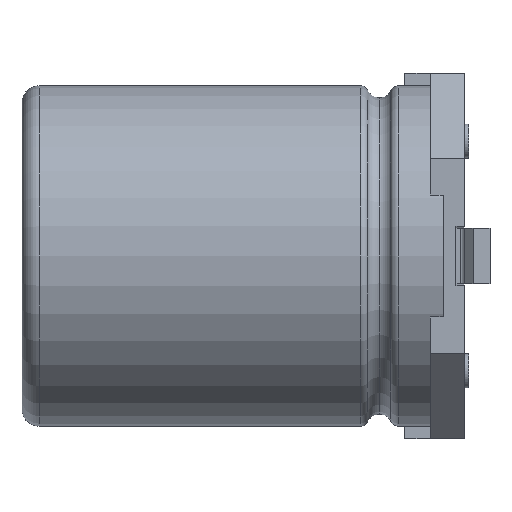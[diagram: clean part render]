
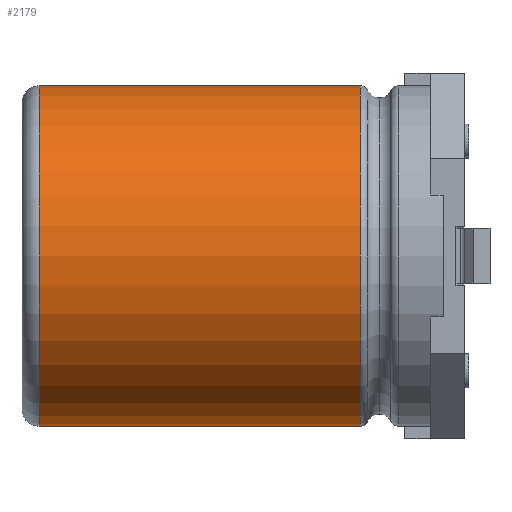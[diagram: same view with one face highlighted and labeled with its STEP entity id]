
A CAD part, left-side view. The second image highlights one B-rep face of the part: STEP entity #2179.
In plain terms, the highlighted cylindrical face has radius 2 mm (diameter 4 mm), a partial arc.
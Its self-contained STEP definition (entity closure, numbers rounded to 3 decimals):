
#255 = AXIS2_PLACEMENT_3D ( 'NONE', #2867, #1330, #2628 ) ;
#300 = CARTESIAN_POINT ( 'NONE',  ( 0., 6.19, 2. ) ) ;
#320 = CIRCLE ( 'NONE', #255, 2. ) ;
#434 = VERTEX_POINT ( 'NONE', #2007 ) ;
#466 = CARTESIAN_POINT ( 'NONE',  ( 0., 6.19, -2. ) ) ;
#644 = CYLINDRICAL_SURFACE ( 'NONE', #1209, 2. ) ;
#658 = EDGE_CURVE ( 'NONE', #434, #2289, #2509, .T. ) ;
#722 = DIRECTION ( 'NONE',  ( 0., 1., 0. ) ) ;
#723 = ORIENTED_EDGE ( 'NONE', *, *, #1333, .F. ) ;
#865 = VERTEX_POINT ( 'NONE', #1056 ) ;
#1014 = DIRECTION ( 'NONE',  ( 0., 0., 1. ) ) ;
#1056 = CARTESIAN_POINT ( 'NONE',  ( 0., 1.225, -2. ) ) ;
#1074 = LINE ( 'NONE', #466, #2295 ) ;
#1209 = AXIS2_PLACEMENT_3D ( 'NONE', #1250, #1883, #1014 ) ;
#1232 = CARTESIAN_POINT ( 'NONE',  ( 0., 1.225, 2. ) ) ;
#1250 = CARTESIAN_POINT ( 'NONE',  ( 0., 6.19, 0. ) ) ;
#1277 = AXIS2_PLACEMENT_3D ( 'NONE', #2043, #1426, #2035 ) ;
#1330 = DIRECTION ( 'NONE',  ( 0., 1., 0. ) ) ;
#1333 = EDGE_CURVE ( 'NONE', #865, #434, #1074, .T. ) ;
#1358 = ORIENTED_EDGE ( 'NONE', *, *, #658, .F. ) ;
#1426 = DIRECTION ( 'NONE',  ( 0., 1., 0. ) ) ;
#1439 = VECTOR ( 'NONE', #2743, 1000. ) ;
#1505 = EDGE_CURVE ( 'NONE', #2401, #2289, #2327, .T. ) ;
#1883 = DIRECTION ( 'NONE',  ( 0., 1., 0. ) ) ;
#1924 = ORIENTED_EDGE ( 'NONE', *, *, #1505, .T. ) ;
#2007 = CARTESIAN_POINT ( 'NONE',  ( 0., 5., -2. ) ) ;
#2010 = FACE_OUTER_BOUND ( 'NONE', #2531, .T. ) ;
#2035 = DIRECTION ( 'NONE',  ( 0., 0., 1. ) ) ;
#2043 = CARTESIAN_POINT ( 'NONE',  ( 0., 5., 0. ) ) ;
#2054 = EDGE_CURVE ( 'NONE', #865, #2401, #320, .T. ) ;
#2179 = ADVANCED_FACE ( 'NONE', ( #2010 ), #644, .T. ) ;
#2289 = VERTEX_POINT ( 'NONE', #2767 ) ;
#2295 = VECTOR ( 'NONE', #722, 1000. ) ;
#2327 = LINE ( 'NONE', #300, #1439 ) ;
#2376 = ORIENTED_EDGE ( 'NONE', *, *, #2054, .T. ) ;
#2401 = VERTEX_POINT ( 'NONE', #1232 ) ;
#2509 = CIRCLE ( 'NONE', #1277, 2. ) ;
#2531 = EDGE_LOOP ( 'NONE', ( #723, #2376, #1924, #1358 ) ) ;
#2628 = DIRECTION ( 'NONE',  ( 0., 0., -1. ) ) ;
#2743 = DIRECTION ( 'NONE',  ( 0., 1., 0. ) ) ;
#2767 = CARTESIAN_POINT ( 'NONE',  ( 0., 5., 2. ) ) ;
#2867 = CARTESIAN_POINT ( 'NONE',  ( 0., 1.225, 0. ) ) ;
